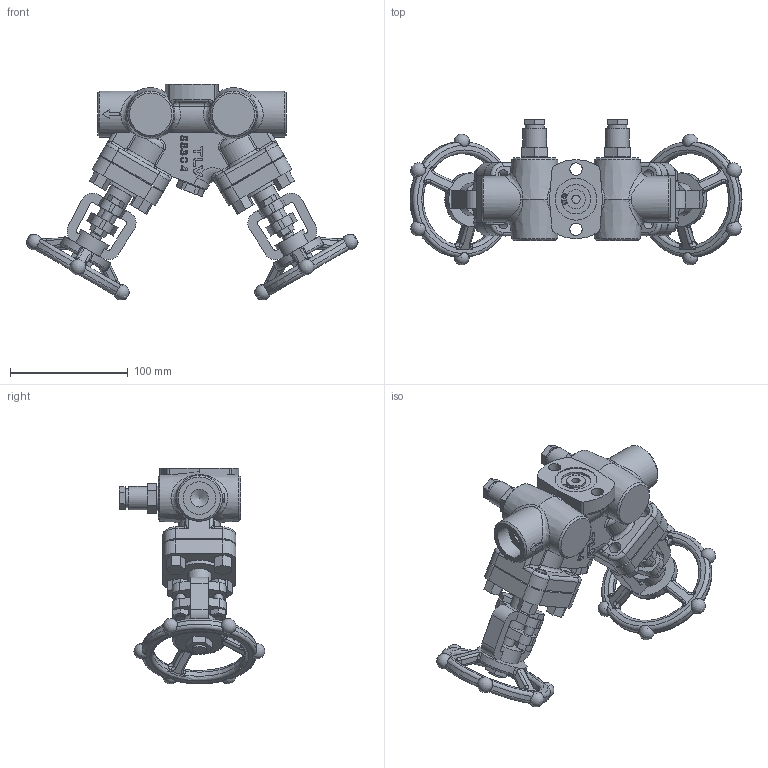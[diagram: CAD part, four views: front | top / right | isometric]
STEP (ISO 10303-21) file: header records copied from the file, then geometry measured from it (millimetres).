
FILE_DESCRIPTION(/* description */ (''),/* implementation_level */ '2;1');
FILE_NAME(/* name */ 'v2lb0-020-sw000-00.stp',/* time_stamp */ '2019-05-31T17:02:21+09:00',/* author */ ('nakaot'),/* organization */ (''),/* preprocessor_version */ 'ST-DEVELOPER v15.6',/* originating_system */ 'Autodesk Inventor 2015',/* authorisation */ '');
FILE_SCHEMA (('AUTOMOTIVE_DESIGN { 1 0 10303 214 3 1 1 }'));
Length unit declared in the file: millimetre
Products named in the file (1): v2lb0-020-sw000-00
Bounding box: 281.46 x 123.51 x 182.91 mm (x, y, z)
Volume: 751999.3 mm3; surface area: 167492.4 mm2
Topology: 3 solids, 13 shells, 1139 faces, 3031 edges, 1919 vertices
Faces by surface type: plane 487, cylinder 325, bspline 214, torus 66, cone 35, sphere 12
Full cylindrical faces by diameter (mm): 4 x2, 7 x3, 8 x9, 10 x12, 10.5 x2, 11.445 x10, 12 x2, 14.05 x2, 15 x2, 15.2 x1, 16 x5, 20 x4, 21 x5, 25 x1, 27.7 x2, 28 x2, 35.5 x1, 38 x2, 39 x2, 40 x4
Entity records: 42833 total; most frequent: CARTESIAN_POINT 16317, ORIENTED_EDGE 5678, DIRECTION 5044, EDGE_CURVE 2837, VERTEX_POINT 1869, AXIS2_PLACEMENT_3D 1825, LINE 1394, VECTOR 1394
